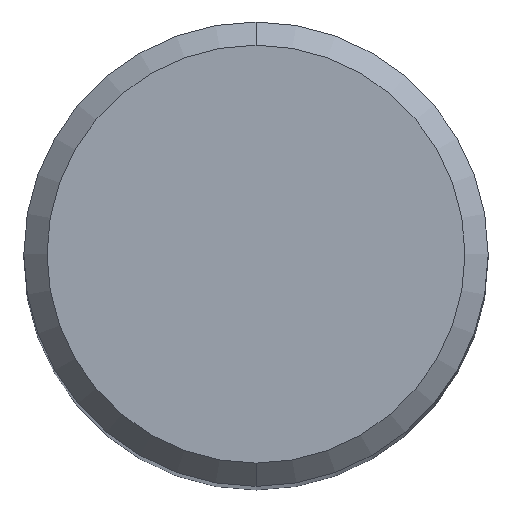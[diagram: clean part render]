
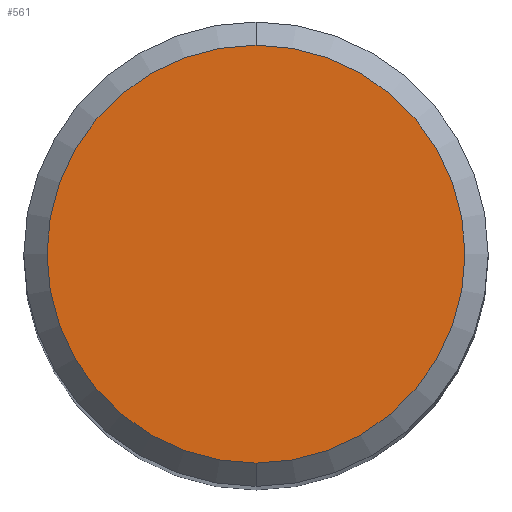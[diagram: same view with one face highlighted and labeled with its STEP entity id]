
A CAD part, top view. The second image highlights one B-rep face of the part: STEP entity #561.
In plain terms, the highlighted planar face has unit normal (0, 0, 1).
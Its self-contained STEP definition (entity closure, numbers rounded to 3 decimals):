
#465=VERTEX_POINT('',#974);
#485=EDGE_CURVE('',#707,#465,#995,.T.);
#561=ADVANCED_FACE('',(#1078),#1079,.T.);
#591=EDGE_CURVE('',#465,#707,#1113,.T.);
#707=VERTEX_POINT('',#1240);
#974=CARTESIAN_POINT('',(0.,-3.6,0.0));
#995=CIRCLE('',#3317,3.6);
#1078=FACE_OUTER_BOUND('',#4441,.T.);
#1079=PLANE('',#4442);
#1113=CIRCLE('',#4515,3.6);
#1240=CARTESIAN_POINT('',(0.0,3.6,0.0));
#3317=AXIS2_PLACEMENT_3D('',#5620,#5621,#5622);
#4441=EDGE_LOOP('',(#5718,#5719));
#4442=AXIS2_PLACEMENT_3D('',#5720,#5721,#5722);
#4515=AXIS2_PLACEMENT_3D('',#5770,#5771,#5772);
#5620=CARTESIAN_POINT('',(0.0,0.0,0.0));
#5621=DIRECTION('',(0.0,0.0,-1.0));
#5622=DIRECTION('',(0.0,1.0,0.0));
#5718=ORIENTED_EDGE('',*,*,#485,.F.);
#5719=ORIENTED_EDGE('',*,*,#591,.F.);
#5720=CARTESIAN_POINT('',(0.0,1.8,0.0));
#5721=DIRECTION('',(-0.0,0.0,1.0));
#5722=DIRECTION('',(0.0,-1.0,0.0));
#5770=CARTESIAN_POINT('',(0.0,0.0,0.0));
#5771=DIRECTION('',(0.0,0.0,-1.0));
#5772=DIRECTION('',(0.0,1.0,0.0));
